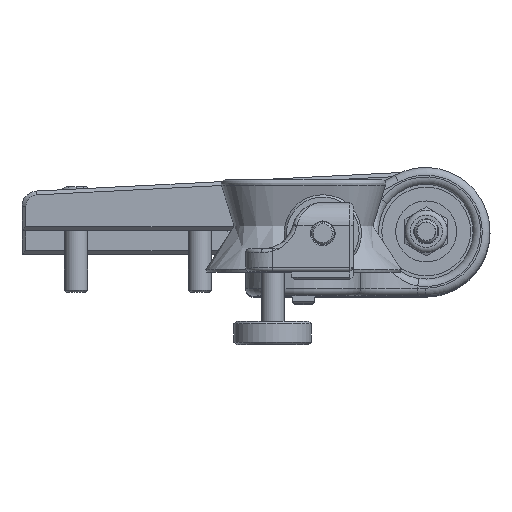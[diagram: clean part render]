
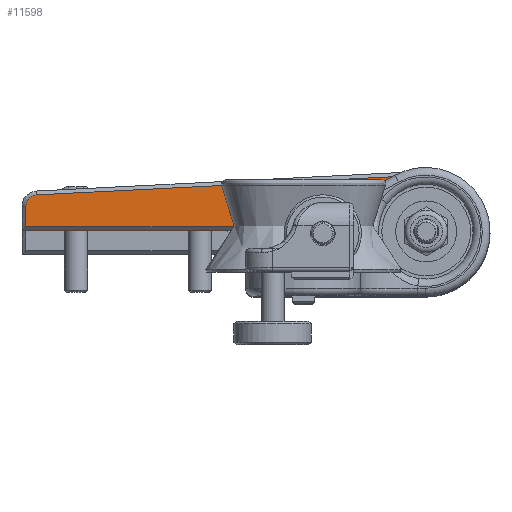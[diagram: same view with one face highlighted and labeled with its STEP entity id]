
A CAD part, top view. The second image highlights one B-rep face of the part: STEP entity #11598.
In plain terms, the highlighted planar face has unit normal (0, 0, 1).
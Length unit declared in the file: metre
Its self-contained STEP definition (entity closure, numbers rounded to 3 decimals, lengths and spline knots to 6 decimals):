
#896=LINE('',#25445,#1573);
#897=LINE('',#25454,#1574);
#898=LINE('',#25458,#1575);
#899=LINE('',#25464,#1576);
#900=LINE('',#25472,#1577);
#901=LINE('',#25473,#1578);
#902=LINE('',#25476,#1579);
#903=LINE('',#25478,#1580);
#904=LINE('',#25482,#1581);
#905=LINE('',#25486,#1582);
#1573=VECTOR('',#15352,1.);
#1574=VECTOR('',#15359,1.);
#1575=VECTOR('',#15362,1.);
#1576=VECTOR('',#15367,1.);
#1577=VECTOR('',#15374,1.);
#1578=VECTOR('',#15375,1.);
#1579=VECTOR('',#15376,1.);
#1580=VECTOR('',#15377,1.);
#1581=VECTOR('',#15380,1.);
#1582=VECTOR('',#15383,1.);
#2368=PLANE('',#12908);
#4426=ORIENTED_EDGE('',*,*,#6744,.T.);
#4427=ORIENTED_EDGE('',*,*,#6745,.T.);
#4428=ORIENTED_EDGE('',*,*,#6746,.T.);
#4429=ORIENTED_EDGE('',*,*,#6747,.T.);
#4430=ORIENTED_EDGE('',*,*,#6748,.T.);
#4431=ORIENTED_EDGE('',*,*,#6749,.T.);
#4432=ORIENTED_EDGE('',*,*,#6750,.T.);
#4433=ORIENTED_EDGE('',*,*,#6751,.T.);
#4434=ORIENTED_EDGE('',*,*,#6752,.T.);
#4435=ORIENTED_EDGE('',*,*,#6753,.T.);
#4436=ORIENTED_EDGE('',*,*,#6754,.T.);
#4437=ORIENTED_EDGE('',*,*,#6755,.T.);
#4438=ORIENTED_EDGE('',*,*,#6756,.T.);
#4439=ORIENTED_EDGE('',*,*,#6757,.T.);
#4440=ORIENTED_EDGE('',*,*,#6758,.T.);
#4441=ORIENTED_EDGE('',*,*,#6759,.T.);
#4442=ORIENTED_EDGE('',*,*,#6760,.T.);
#4443=ORIENTED_EDGE('',*,*,#6761,.T.);
#4444=ORIENTED_EDGE('',*,*,#6762,.T.);
#4445=ORIENTED_EDGE('',*,*,#6763,.T.);
#4446=ORIENTED_EDGE('',*,*,#6764,.T.);
#4447=ORIENTED_EDGE('',*,*,#6765,.T.);
#4448=ORIENTED_EDGE('',*,*,#6766,.T.);
#6744=EDGE_CURVE('',#8067,#8068,#896,.T.);
#6745=EDGE_CURVE('',#8068,#8069,#8867,.F.);
#6746=EDGE_CURVE('',#8069,#8070,#8868,.T.);
#6747=EDGE_CURVE('',#8070,#8071,#8869,.F.);
#6748=EDGE_CURVE('',#8071,#8072,#897,.T.);
#6749=EDGE_CURVE('',#8072,#8073,#8870,.F.);
#6750=EDGE_CURVE('',#8073,#8074,#898,.T.);
#6751=EDGE_CURVE('',#8074,#8067,#8871,.F.);
#6752=EDGE_CURVE('',#8075,#8076,#8872,.F.);
#6753=EDGE_CURVE('',#8076,#8077,#899,.T.);
#6754=EDGE_CURVE('',#8077,#8078,#8873,.F.);
#6755=EDGE_CURVE('',#8078,#8079,#8874,.T.);
#6756=EDGE_CURVE('',#8079,#8080,#8875,.F.);
#6757=EDGE_CURVE('',#8080,#8075,#900,.T.);
#6758=EDGE_CURVE('',#8081,#8082,#901,.T.);
#6759=EDGE_CURVE('',#8082,#8083,#902,.T.);
#6760=EDGE_CURVE('',#8083,#8084,#903,.T.);
#6761=EDGE_CURVE('',#8084,#8085,#8876,.T.);
#6762=EDGE_CURVE('',#8085,#8086,#904,.T.);
#6763=EDGE_CURVE('',#8086,#8087,#8877,.T.);
#6764=EDGE_CURVE('',#8087,#8088,#905,.T.);
#6765=EDGE_CURVE('',#8088,#8081,#8878,.T.);
#6766=EDGE_CURVE('',#8089,#8089,#8879,.F.);
#8067=VERTEX_POINT('',#25446);
#8068=VERTEX_POINT('',#25447);
#8069=VERTEX_POINT('',#25449);
#8070=VERTEX_POINT('',#25451);
#8071=VERTEX_POINT('',#25453);
#8072=VERTEX_POINT('',#25455);
#8073=VERTEX_POINT('',#25457);
#8074=VERTEX_POINT('',#25459);
#8075=VERTEX_POINT('',#25462);
#8076=VERTEX_POINT('',#25463);
#8077=VERTEX_POINT('',#25465);
#8078=VERTEX_POINT('',#25467);
#8079=VERTEX_POINT('',#25469);
#8080=VERTEX_POINT('',#25471);
#8081=VERTEX_POINT('',#25474);
#8082=VERTEX_POINT('',#25475);
#8083=VERTEX_POINT('',#25477);
#8084=VERTEX_POINT('',#25479);
#8085=VERTEX_POINT('',#25481);
#8086=VERTEX_POINT('',#25483);
#8087=VERTEX_POINT('',#25485);
#8088=VERTEX_POINT('',#25487);
#8089=VERTEX_POINT('',#25490);
#8867=CIRCLE('',#12909,0.0015);
#8868=CIRCLE('',#12910,0.0041);
#8869=CIRCLE('',#12911,0.0015);
#8870=CIRCLE('',#12912,0.0015);
#8871=CIRCLE('',#12913,0.0015);
#8872=CIRCLE('',#12914,0.0015);
#8873=CIRCLE('',#12915,0.0015);
#8874=CIRCLE('',#12916,0.00251);
#8875=CIRCLE('',#12917,0.0015);
#8876=CIRCLE('',#12918,0.0015);
#8877=CIRCLE('',#12919,0.007325);
#8878=CIRCLE('',#12920,0.0015);
#8879=CIRCLE('',#12921,0.0021);
#9664=EDGE_LOOP('',(#4426,#4427,#4428,#4429,#4430,#4431,#4432,#4433));
#9665=EDGE_LOOP('',(#4434,#4435,#4436,#4437,#4438,#4439));
#9666=EDGE_LOOP('',(#4440,#4441,#4442,#4443,#4444,#4445,#4446,#4447));
#9667=EDGE_LOOP('',(#4448));
#10616=FACE_BOUND('',#9664,.T.);
#10617=FACE_BOUND('',#9665,.T.);
#10618=FACE_BOUND('',#9666,.T.);
#10619=FACE_BOUND('',#9667,.T.);
#11598=ADVANCED_FACE('',(#10616,#10617,#10618,#10619),#2368,.T.);
#12908=AXIS2_PLACEMENT_3D('',#25444,#15350,#15351);
#12909=AXIS2_PLACEMENT_3D('',#25448,#15353,#15354);
#12910=AXIS2_PLACEMENT_3D('',#25450,#15355,#15356);
#12911=AXIS2_PLACEMENT_3D('',#25452,#15357,#15358);
#12912=AXIS2_PLACEMENT_3D('',#25456,#15360,#15361);
#12913=AXIS2_PLACEMENT_3D('',#25460,#15363,#15364);
#12914=AXIS2_PLACEMENT_3D('',#25461,#15365,#15366);
#12915=AXIS2_PLACEMENT_3D('',#25466,#15368,#15369);
#12916=AXIS2_PLACEMENT_3D('',#25468,#15370,#15371);
#12917=AXIS2_PLACEMENT_3D('',#25470,#15372,#15373);
#12918=AXIS2_PLACEMENT_3D('',#25480,#15378,#15379);
#12919=AXIS2_PLACEMENT_3D('',#25484,#15381,#15382);
#12920=AXIS2_PLACEMENT_3D('',#25488,#15384,#15385);
#12921=AXIS2_PLACEMENT_3D('',#25489,#15386,#15387);
#15350=DIRECTION('',(0.,0.,1.));
#15351=DIRECTION('',(1.,0.,0.));
#15352=DIRECTION('',(0.896,0.444,0.));
#15353=DIRECTION('',(0.,0.,1.));
#15354=DIRECTION('',(1.,0.,0.));
#15355=DIRECTION('',(0.,0.,1.));
#15356=DIRECTION('',(1.,0.,0.));
#15357=DIRECTION('',(0.,0.,1.));
#15358=DIRECTION('',(1.,0.,0.));
#15359=DIRECTION('',(-1.,0.,0.));
#15360=DIRECTION('',(0.,0.,1.));
#15361=DIRECTION('',(1.,0.,0.));
#15362=DIRECTION('',(0.,1.,0.));
#15363=DIRECTION('',(0.,0.,1.));
#15364=DIRECTION('',(1.,0.,0.));
#15365=DIRECTION('',(0.,0.,1.));
#15366=DIRECTION('',(1.,0.,0.));
#15367=DIRECTION('',(-0.896,-0.444,0.));
#15368=DIRECTION('',(0.,0.,1.));
#15369=DIRECTION('',(1.,0.,0.));
#15370=DIRECTION('',(0.,0.,1.));
#15371=DIRECTION('',(1.,0.,0.));
#15372=DIRECTION('',(0.,0.,1.));
#15373=DIRECTION('',(1.,0.,0.));
#15374=DIRECTION('',(0.999,0.051,0.));
#15375=DIRECTION('',(0.,-1.,0.));
#15376=DIRECTION('',(1.,0.,0.));
#15377=DIRECTION('',(0.,-1.,0.));
#15378=DIRECTION('',(0.,0.,1.));
#15379=DIRECTION('',(1.,0.,0.));
#15380=DIRECTION('',(1.,0.,0.));
#15381=DIRECTION('',(0.,0.,1.));
#15382=DIRECTION('',(1.,0.,0.));
#15383=DIRECTION('',(-0.999,-0.051,0.));
#15384=DIRECTION('',(0.,0.,1.));
#15385=DIRECTION('',(1.,0.,0.));
#15386=DIRECTION('',(0.,0.,1.));
#15387=DIRECTION('',(1.,0.,0.));
#25444=CARTESIAN_POINT('',(-0.00615,0.005325,0.00825));
#25445=CARTESIAN_POINT('',(-0.004184,0.001356,0.00825));
#25446=CARTESIAN_POINT('',(0.001884,0.004362,0.00825));
#25447=CARTESIAN_POINT('',(0.009796,0.008281,0.00825));
#25448=CARTESIAN_POINT('',(0.010462,0.006937,0.00825));
#25449=CARTESIAN_POINT('',(0.011899,0.006505,0.00825));
#25450=CARTESIAN_POINT('',(0.015825,0.005325,0.00825));
#25451=CARTESIAN_POINT('',(0.01283,0.002525,0.00825));
#25452=CARTESIAN_POINT('',(0.011735,0.0015,0.00825));
#25453=CARTESIAN_POINT('',(0.011735,0.,0.00825));
#25454=CARTESIAN_POINT('',(-0.00615,0.,0.00825));
#25455=CARTESIAN_POINT('',(0.00255,0.,0.00825));
#25456=CARTESIAN_POINT('',(0.00255,0.0015,0.00825));
#25457=CARTESIAN_POINT('',(0.00105,0.0015,0.00825));
#25458=CARTESIAN_POINT('',(0.00105,0.005325,0.00825));
#25459=CARTESIAN_POINT('',(0.00105,0.003018,0.00825));
#25460=CARTESIAN_POINT('',(0.00255,0.003018,0.00825));
#25461=CARTESIAN_POINT('',(0.004795,0.008594,0.00825));
#25462=CARTESIAN_POINT('',(0.004719,0.010092,0.00825));
#25463=CARTESIAN_POINT('',(0.005461,0.00725,0.00825));
#25464=CARTESIAN_POINT('',(0.002797,0.00593,0.00825));
#25465=CARTESIAN_POINT('',(0.002797,0.00593,0.00825));
#25466=CARTESIAN_POINT('',(0.002131,0.007274,0.00825));
#25467=CARTESIAN_POINT('',(0.000788,0.006607,0.00825));
#25468=CARTESIAN_POINT('',(-0.00146,0.00549,0.00825));
#25469=CARTESIAN_POINT('',(0.000257,0.007321,0.00825));
#25470=CARTESIAN_POINT('',(0.001283,0.008415,0.00825));
#25471=CARTESIAN_POINT('',(0.001207,0.009913,0.00825));
#25472=CARTESIAN_POINT('',(-0.006364,0.009528,0.00825));
#25473=CARTESIAN_POINT('',(-0.03595,0.005325,0.00825));
#25474=CARTESIAN_POINT('',(-0.03595,0.008599,0.00825));
#25475=CARTESIAN_POINT('',(-0.03595,0.006,0.00825));
#25476=CARTESIAN_POINT('',(-0.00615,0.006,0.00825));
#25477=CARTESIAN_POINT('',(-0.00095,0.006,0.00825));
#25478=CARTESIAN_POINT('',(-0.00095,0.005325,0.00825));
#25479=CARTESIAN_POINT('',(-0.00095,-0.0005,0.00825));
#25480=CARTESIAN_POINT('',(0.00055,-0.0005,0.00825));
#25481=CARTESIAN_POINT('',(0.00055,-0.002,0.00825));
#25482=CARTESIAN_POINT('',(-0.00615,-0.002,0.00825));
#25483=CARTESIAN_POINT('',(0.015825,-0.002,0.00825));
#25484=CARTESIAN_POINT('',(0.015825,0.005325,0.00825));
#25485=CARTESIAN_POINT('',(0.015453,0.012641,0.00825));
#25486=CARTESIAN_POINT('',(-0.006466,0.011525,0.00825));
#25487=CARTESIAN_POINT('',(-0.034526,0.010097,0.00825));
#25488=CARTESIAN_POINT('',(-0.03445,0.008599,0.00825));
#25489=CARTESIAN_POINT('',(0.015825,0.005325,0.00825));
#25490=CARTESIAN_POINT('',(0.017925,0.005325,0.00825));
